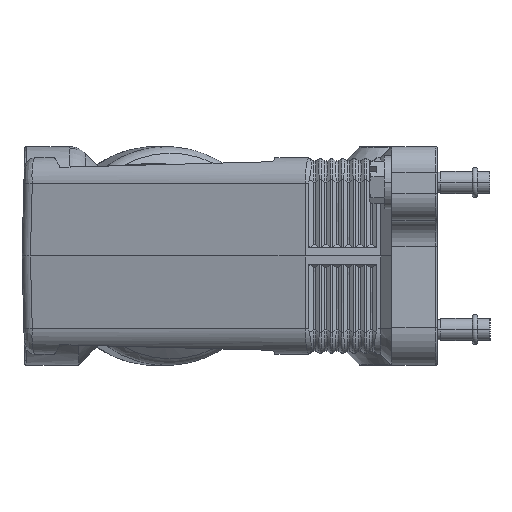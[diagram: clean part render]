
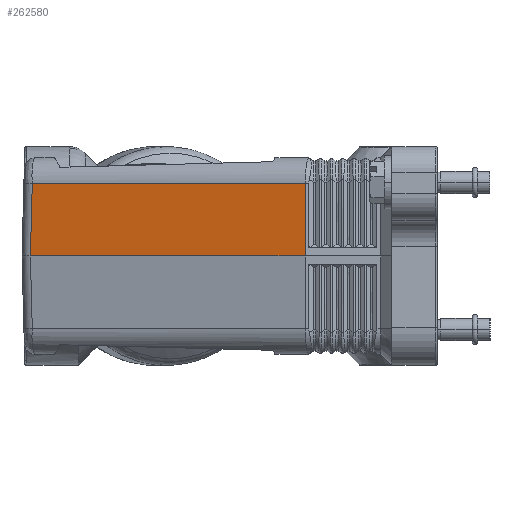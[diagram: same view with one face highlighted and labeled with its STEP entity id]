
A CAD part, left-side view. The second image highlights one B-rep face of the part: STEP entity #262580.
In plain terms, the highlighted planar face has unit normal (-0.966, 0.259, 0.026).
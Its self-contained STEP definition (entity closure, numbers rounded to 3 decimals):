
#4250=CARTESIAN_POINT('',(14.887,31.228,
-6.817));
#4260=VERTEX_POINT('',#4250);
#262210=CARTESIAN_POINT('',(35.139,106.118,
-0.009));
#262220=DIRECTION('',(-0.966,0.259,
0.026));
#262230=DIRECTION('',(0.259,0.966,0.));
#262240=AXIS2_PLACEMENT_3D('',#262210,#262220,#262230);
#262250=PLANE('',#262240);
#262260=CARTESIAN_POINT('',(15.066,31.205,0.));
#262270=DIRECTION('',(-0.026,0.003,
-1.));
#262280=VECTOR('',#262270,1.);
#262290=LINE('',#262260,#262280);
#262300=CARTESIAN_POINT('',(14.385,31.294,-26.));
#262310=VERTEX_POINT('',#262300);
#262320=EDGE_CURVE('',#4260,#262310,#262290,.T.);
#262330=ORIENTED_EDGE('',*,*,#262320,.F.);
#262340=CARTESIAN_POINT('',(6.,0.,-26.));
#262350=DIRECTION('',(-0.259,-0.966,0.));
#262360=VECTOR('',#262350,1.);
#262370=LINE('',#262340,#262360);
#262380=CARTESIAN_POINT('',(33.886,104.071,-26.));
#262390=VERTEX_POINT('',#262380);
#262400=EDGE_CURVE('',#262390,#262310,#262370,.T.);
#262410=ORIENTED_EDGE('',*,*,#262400,.T.);
#262420=CARTESIAN_POINT('',(34.41,103.388,
0.079));
#262430=DIRECTION('',(-0.02,0.026,
-0.999));
#262440=VECTOR('',#262430,1.);
#262450=LINE('',#262420,#262440);
#262460=CARTESIAN_POINT('',(34.271,103.569,
-6.817));
#262470=VERTEX_POINT('',#262460);
#262480=EDGE_CURVE('',#262470,#262390,#262450,.T.);
#262490=ORIENTED_EDGE('',*,*,#262480,.T.);
#262500=CARTESIAN_POINT('',(7.005,1.811,
-6.817));
#262510=DIRECTION('',(0.259,0.966,0.));
#262520=VECTOR('',#262510,1.);
#262530=LINE('',#262500,#262520);
#262540=EDGE_CURVE('',#4260,#262470,#262530,.T.);
#262550=ORIENTED_EDGE('',*,*,#262540,.T.);
#262560=EDGE_LOOP('',(#262550,#262490,#262410,#262330));
#262570=FACE_OUTER_BOUND('',#262560,.T.);
#262580=ADVANCED_FACE('',(#262570),#262250,.T.);
